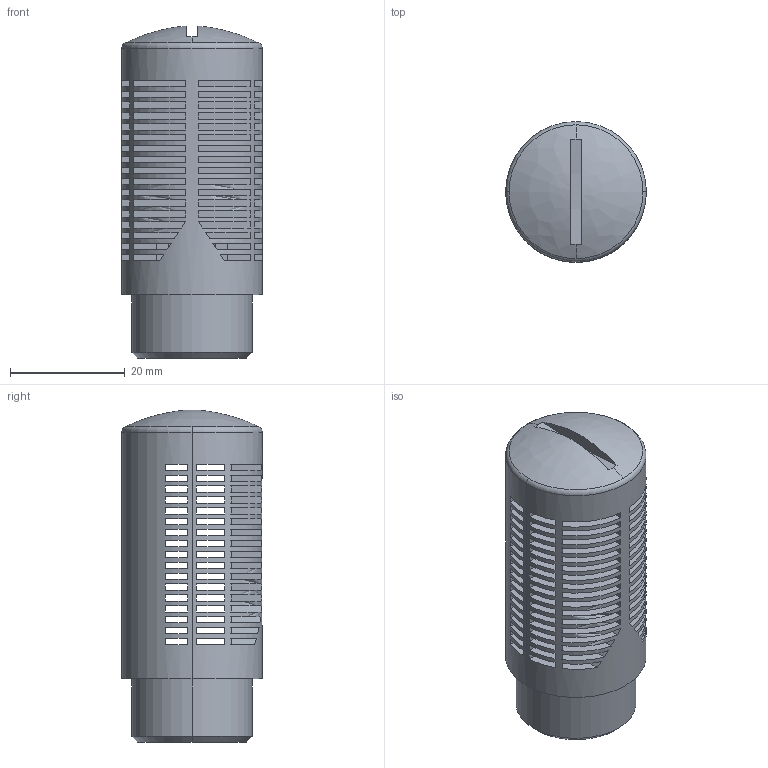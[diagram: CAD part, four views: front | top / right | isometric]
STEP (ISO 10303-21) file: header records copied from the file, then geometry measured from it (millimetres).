
FILE_DESCRIPTION (( 'STEP AP203' ), '1' );
FILE_NAME ('04010004-PL.STEP', '2010-07-19T09:41:43', ( '' ), ( 'sopra-pneumatic' ), 'SwSTEP 2.0', 'SolidWorks 2009', '' );
FILE_SCHEMA (( 'CONFIG_CONTROL_DESIGN' ));
Length unit declared in the file: inch
Products named in the file (1): 04010004-PL
Bounding box: 24.5 x 24.5 x 57.93 mm (x, y, z)
Volume: 17120.7 mm3; surface area: 16690.9 mm2
Topology: 1 solids, 1 shells, 400 faces, 1290 edges, 856 vertices
Faces by surface type: plane 387, cylinder 7, torus 2, bspline 2, cone 2
Entity records: 14549 total; most frequent: CARTESIAN_POINT 2651, ORIENTED_EDGE 2580, DIRECTION 2318, EDGE_CURVE 1290, LINE 1032, VECTOR 1032, VERTEX_POINT 856, AXIS2_PLACEMENT_3D 643
